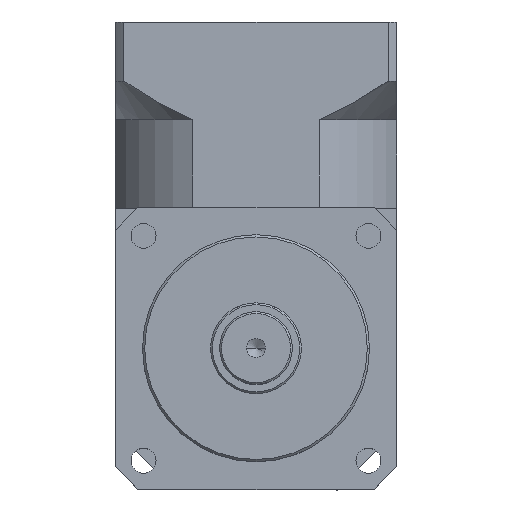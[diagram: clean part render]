
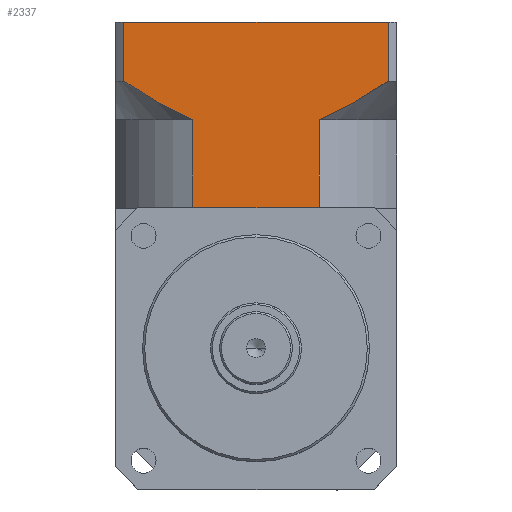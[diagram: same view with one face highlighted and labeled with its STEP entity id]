
A CAD part, top view. The second image highlights one B-rep face of the part: STEP entity #2337.
In plain terms, the highlighted planar face has unit normal (0, 0, 1).
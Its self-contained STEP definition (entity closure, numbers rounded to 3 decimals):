
#59 = CARTESIAN_POINT ( 'NONE',  ( 406.951, 218.465, -31. ) ) ;
#71 = CARTESIAN_POINT ( 'NONE',  ( 405.024, 205.465, -31. ) ) ;
#91 = CARTESIAN_POINT ( 'NONE',  ( 360.64, 197.518, -31. ) ) ;
#152 = VECTOR ( 'NONE', #1630, 1000. ) ;
#195 = CARTESIAN_POINT ( 'NONE',  ( 405.024, 205.465, -31. ) ) ;
#257 = VECTOR ( 'NONE', #3358, 1000. ) ;
#343 = CARTESIAN_POINT ( 'NONE',  ( 361.986, 192.465, -31. ) ) ;
#380 = DIRECTION ( 'NONE',  ( 0., 0., -1. ) ) ;
#412 = CARTESIAN_POINT ( 'NONE',  ( 389.915, 196.965, -31. ) ) ;
#419 = VECTOR ( 'NONE', #643, 1000. ) ;
#643 = DIRECTION ( 'NONE',  ( 1., 0., 0. ) ) ;
#684 = DIRECTION ( 'NONE',  ( 0., 1., 0. ) ) ;
#724 = EDGE_CURVE ( 'NONE', #3083, #1309, #3017, .T. ) ;
#732 = LINE ( 'NONE', #1311, #3248 ) ;
#905 = CARTESIAN_POINT ( 'NONE',  ( 406.951, 177.465, -31. ) ) ;
#920 = ORIENTED_EDGE ( 'NONE', *, *, #3461, .F. ) ;
#979 = EDGE_CURVE ( 'NONE', #4159, #1543, #3019, .T. ) ;
#1073 = CARTESIAN_POINT ( 'NONE',  ( 389.915, 192.465, -31. ) ) ;
#1077 = LINE ( 'NONE', #1073, #3595 ) ;
#1086 = DIRECTION ( 'NONE',  ( 0., 1., 0. ) ) ;
#1309 = VERTEX_POINT ( 'NONE', #3490 ) ;
#1311 = CARTESIAN_POINT ( 'NONE',  ( 346.877, 177.465, -31. ) ) ;
#1338 = CARTESIAN_POINT ( 'NONE',  ( 392.578, 198.125, -31. ) ) ;
#1341 = EDGE_CURVE ( 'NONE', #2278, #4159, #1780, .T. ) ;
#1386 = EDGE_LOOP ( 'NONE', ( #1644, #1494, #2308, #1674, #920, #2432, #2573, #1750 ) ) ;
#1494 = ORIENTED_EDGE ( 'NONE', *, *, #2352, .T. ) ;
#1543 = VERTEX_POINT ( 'NONE', #195 ) ;
#1630 = DIRECTION ( 'NONE',  ( 0., -1., 0. ) ) ;
#1644 = ORIENTED_EDGE ( 'NONE', *, *, #3613, .T. ) ;
#1646 = CARTESIAN_POINT ( 'NONE',  ( 389.915, 196.965, -31. ) ) ;
#1674 = ORIENTED_EDGE ( 'NONE', *, *, #1341, .F. ) ;
#1676 = CARTESIAN_POINT ( 'NONE',  ( 396.435, 200.107, -31. ) ) ;
#1694 = CARTESIAN_POINT ( 'NONE',  ( 355.466, 200.107, -31. ) ) ;
#1719 = CARTESIAN_POINT ( 'NONE',  ( 405.024, 177.465, -31. ) ) ;
#1750 = ORIENTED_EDGE ( 'NONE', *, *, #724, .T. ) ;
#1780 = LINE ( 'NONE', #2675, #257 ) ;
#1943 = CARTESIAN_POINT ( 'NONE',  ( 346.877, 218.465, -31. ) ) ;
#2004 = CARTESIAN_POINT ( 'NONE',  ( 402.63, 203.827, -31. ) ) ;
#2021 = CARTESIAN_POINT ( 'NONE',  ( 359.324, 198.125, -31. ) ) ;
#2051 = DIRECTION ( 'NONE',  ( 0., -1., 0. ) ) ;
#2260 = AXIS2_PLACEMENT_3D ( 'NONE', #59, #380, #2643 ) ;
#2278 = VERTEX_POINT ( 'NONE', #1943 ) ;
#2281 = EDGE_CURVE ( 'NONE', #3090, #3083, #3419, .T. ) ;
#2307 = B_SPLINE_CURVE_WITH_KNOTS ( 'NONE', 3,
 ( #1646, #2982, #1338, #3641, #1676, #3967, #2004, #71 ),
 .UNSPECIFIED., .F., .F.,
 ( 4, 2, 2, 4 ),
 ( 0., 0.004, 0.009, 0.017 ),
 .UNSPECIFIED. ) ;
#2308 = ORIENTED_EDGE ( 'NONE', *, *, #979, .F. ) ;
#2317 = PLANE ( 'NONE',  #2260 ) ;
#2337 = ADVANCED_FACE ( 'NONE', ( #3318 ), #2317, .F. ) ;
#2343 = CARTESIAN_POINT ( 'NONE',  ( 361.986, 196.965, -31. ) ) ;
#2352 = EDGE_CURVE ( 'NONE', #3512, #1543, #2307, .T. ) ;
#2388 = CARTESIAN_POINT ( 'NONE',  ( 361.986, 177.465, -31. ) ) ;
#2432 = ORIENTED_EDGE ( 'NONE', *, *, #3503, .T. ) ;
#2573 = ORIENTED_EDGE ( 'NONE', *, *, #2281, .T. ) ;
#2643 = DIRECTION ( 'NONE',  ( -1., 0., 0. ) ) ;
#2675 = CARTESIAN_POINT ( 'NONE',  ( 406.951, 218.465, -31. ) ) ;
#2712 = CARTESIAN_POINT ( 'NONE',  ( 361.986, 196.965, -31. ) ) ;
#2738 = B_SPLINE_CURVE_WITH_KNOTS ( 'NONE', 3,
 ( #3334, #3002, #3657, #1694, #3983, #2021, #91, #2343 ),
 .UNSPECIFIED., .F., .F.,
 ( 4, 2, 2, 4 ),
 ( 0., 0.009, 0.013, 0.017 ),
 .UNSPECIFIED. ) ;
#2982 = CARTESIAN_POINT ( 'NONE',  ( 391.261, 197.518, -31. ) ) ;
#3002 = CARTESIAN_POINT ( 'NONE',  ( 349.271, 203.827, -31. ) ) ;
#3017 = LINE ( 'NONE', #905, #419 ) ;
#3019 = LINE ( 'NONE', #1719, #3773 ) ;
#3083 = VERTEX_POINT ( 'NONE', #2388 ) ;
#3090 = VERTEX_POINT ( 'NONE', #2712 ) ;
#3248 = VECTOR ( 'NONE', #684, 1000. ) ;
#3264 = CARTESIAN_POINT ( 'NONE',  ( 346.877, 205.465, -31. ) ) ;
#3318 = FACE_OUTER_BOUND ( 'NONE', #1386, .T. ) ;
#3334 = CARTESIAN_POINT ( 'NONE',  ( 346.877, 205.465, -31. ) ) ;
#3358 = DIRECTION ( 'NONE',  ( 1., 0., 0. ) ) ;
#3419 = LINE ( 'NONE', #343, #152 ) ;
#3461 = EDGE_CURVE ( 'NONE', #3931, #2278, #732, .T. ) ;
#3490 = CARTESIAN_POINT ( 'NONE',  ( 389.915, 177.465, -31. ) ) ;
#3503 = EDGE_CURVE ( 'NONE', #3931, #3090, #2738, .T. ) ;
#3512 = VERTEX_POINT ( 'NONE', #412 ) ;
#3595 = VECTOR ( 'NONE', #1086, 1000. ) ;
#3613 = EDGE_CURVE ( 'NONE', #1309, #3512, #1077, .T. ) ;
#3641 = CARTESIAN_POINT ( 'NONE',  ( 395.164, 199.419, -31. ) ) ;
#3657 = CARTESIAN_POINT ( 'NONE',  ( 351.708, 202.265, -31. ) ) ;
#3773 = VECTOR ( 'NONE', #2051, 1000. ) ;
#3931 = VERTEX_POINT ( 'NONE', #3264 ) ;
#3967 = CARTESIAN_POINT ( 'NONE',  ( 400.194, 202.265, -31. ) ) ;
#3983 = CARTESIAN_POINT ( 'NONE',  ( 356.737, 199.419, -31. ) ) ;
#4010 = CARTESIAN_POINT ( 'NONE',  ( 405.024, 218.465, -31. ) ) ;
#4159 = VERTEX_POINT ( 'NONE', #4010 ) ;
